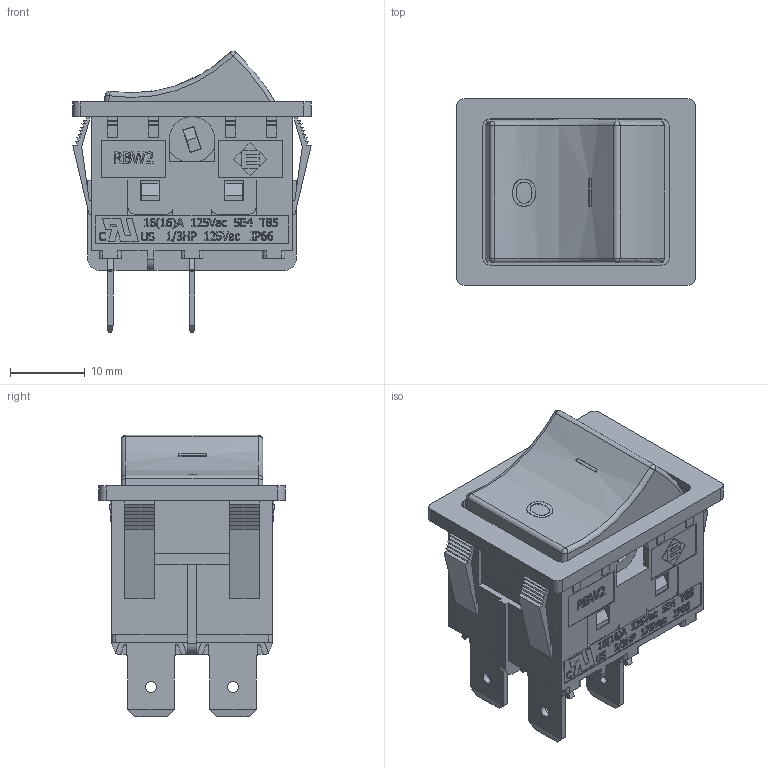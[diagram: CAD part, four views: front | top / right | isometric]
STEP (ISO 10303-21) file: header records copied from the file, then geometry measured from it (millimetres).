
FILE_DESCRIPTION((' '),'2;1');
FILE_NAME('RBW2AxxxxxxGFx.stp','2017-07-20T16:37:15',(' '),(' '),' ','ACIS',' ');
FILE_SCHEMA(('CONFIG_CONTROL_DESIGN'));
Length unit declared in the file: inch
Products named in the file (1): RBW2AxxxxxxGFx.stp
Bounding box: 32 x 25 x 37.79 mm (x, y, z)
Volume: 6864.8 mm3; surface area: 12257.9 mm2
Topology: 1 solids, 2 shells, 2336 faces, 6533 edges, 4331 vertices
Faces by surface type: plane 1581, bspline 630, cylinder 113, torus 6, sphere 4, cone 2
Full cylindrical faces by diameter (mm): 1.5 x4, 2.05 x1, 2.8 x2, 3.5 x2, 3.6 x2, 3.9 x2, 4.4 x2, 5.4 x2, 5.8 x2, 6.8 x1
Entity records: 83122 total; most frequent: CARTESIAN_POINT 27011, ORIENTED_EDGE 13010, DIRECTION 8927, EDGE_CURVE 6505, VECTOR 4969, LINE 4969, VERTEX_POINT 4325, EDGE_LOOP 2552
